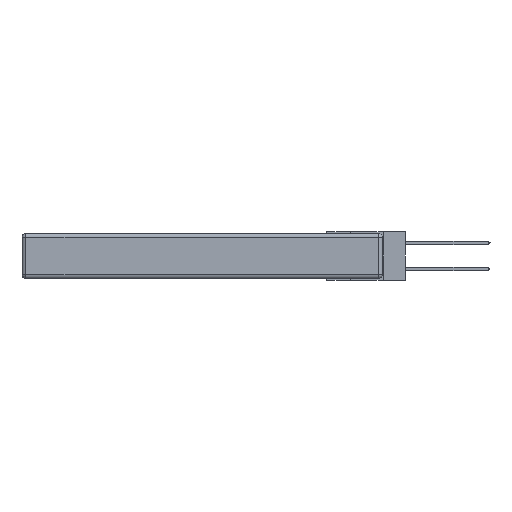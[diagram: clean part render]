
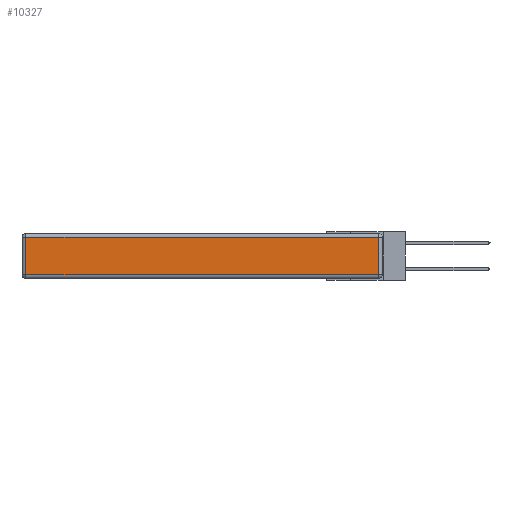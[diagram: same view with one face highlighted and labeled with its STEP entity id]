
A CAD part, left-side view. The second image highlights one B-rep face of the part: STEP entity #10327.
In plain terms, the highlighted planar face has unit normal (-1, 0, 0).
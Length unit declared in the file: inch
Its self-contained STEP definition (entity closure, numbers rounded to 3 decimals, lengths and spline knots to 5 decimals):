
#250 = EDGE_CURVE ( 'NONE', #6254, #8733, #1760, .T. ) ;
#472 = LINE ( 'NONE', #2498, #5207 ) ;
#529 = VERTEX_POINT ( 'NONE', #4837 ) ;
#1238 = DIRECTION ( 'NONE',  ( 0., 0., 1. ) ) ;
#1760 = LINE ( 'NONE', #10783, #2942 ) ;
#2142 = VERTEX_POINT ( 'NONE', #10709 ) ;
#2330 = EDGE_CURVE ( 'NONE', #8733, #2142, #3241, .T. ) ;
#2498 = CARTESIAN_POINT ( 'NONE',  ( 0., 2.72, -0.343 ) ) ;
#2942 = VECTOR ( 'NONE', #9877, 39.37008 ) ;
#3241 = LINE ( 'NONE', #11644, #10491 ) ;
#3713 = ORIENTED_EDGE ( 'NONE', *, *, #11053, .T. ) ;
#4190 = CARTESIAN_POINT ( 'NONE',  ( 0., 0.03, -0.313 ) ) ;
#4837 = CARTESIAN_POINT ( 'NONE',  ( 0., 2.72, -0.03 ) ) ;
#4916 = FACE_OUTER_BOUND ( 'NONE', #7651, .T. ) ;
#5207 = VECTOR ( 'NONE', #9036, 39.37008 ) ;
#5290 = AXIS2_PLACEMENT_3D ( 'NONE', #5542, #7584, #10437 ) ;
#5300 = ORIENTED_EDGE ( 'NONE', *, *, #2330, .T. ) ;
#5542 = CARTESIAN_POINT ( 'NONE',  ( 0., 0., -0.343 ) ) ;
#5768 = ORIENTED_EDGE ( 'NONE', *, *, #10529, .T. ) ;
#5835 = CARTESIAN_POINT ( 'NONE',  ( 0., 2.75, -0.03 ) ) ;
#6254 = VERTEX_POINT ( 'NONE', #8703 ) ;
#6802 = DIRECTION ( 'NONE',  ( 0., 1., 0. ) ) ;
#7584 = DIRECTION ( 'NONE',  ( -1., 0., 0. ) ) ;
#7651 = EDGE_LOOP ( 'NONE', ( #9844, #5300, #5768, #3713 ) ) ;
#8703 = CARTESIAN_POINT ( 'NONE',  ( 0., 2.72, -0.313 ) ) ;
#8733 = VERTEX_POINT ( 'NONE', #4190 ) ;
#9036 = DIRECTION ( 'NONE',  ( 0., 0., -1. ) ) ;
#9844 = ORIENTED_EDGE ( 'NONE', *, *, #250, .T. ) ;
#9877 = DIRECTION ( 'NONE',  ( 0., -1., 0. ) ) ;
#10327 = ADVANCED_FACE ( 'NONE', ( #4916 ), #10353, .T. ) ;
#10353 = PLANE ( 'NONE',  #5290 ) ;
#10437 = DIRECTION ( 'NONE',  ( 0., 0., 1. ) ) ;
#10491 = VECTOR ( 'NONE', #1238, 39.37008 ) ;
#10529 = EDGE_CURVE ( 'NONE', #2142, #529, #11736, .T. ) ;
#10709 = CARTESIAN_POINT ( 'NONE',  ( 0., 0.03, -0.03 ) ) ;
#10783 = CARTESIAN_POINT ( 'NONE',  ( 0., 0., -0.313 ) ) ;
#11053 = EDGE_CURVE ( 'NONE', #529, #6254, #472, .T. ) ;
#11420 = VECTOR ( 'NONE', #6802, 39.37008 ) ;
#11644 = CARTESIAN_POINT ( 'NONE',  ( 0., 0.03, -0.343 ) ) ;
#11736 = LINE ( 'NONE', #5835, #11420 ) ;
